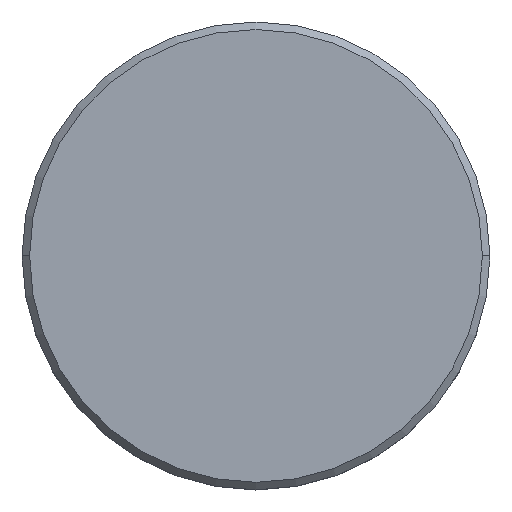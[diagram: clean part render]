
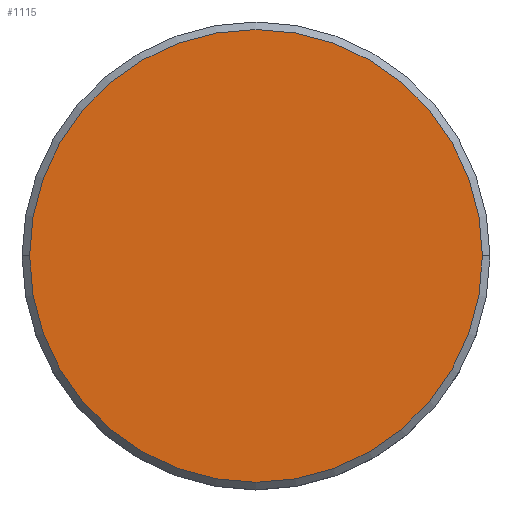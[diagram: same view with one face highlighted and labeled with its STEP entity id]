
A CAD part, top view. The second image highlights one B-rep face of the part: STEP entity #1115.
In plain terms, the highlighted planar face has unit normal (0, 0, 1).
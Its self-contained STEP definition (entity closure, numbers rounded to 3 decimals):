
#3 = DIRECTION ( 'NONE',  ( 1., 0., 0. ) ) ;
#91 = CARTESIAN_POINT ( 'NONE',  ( 15., 0., 0. ) ) ;
#156 = CIRCLE ( 'NONE', #746, 15. ) ;
#179 = CARTESIAN_POINT ( 'NONE',  ( 0., 0., 0. ) ) ;
#270 = DIRECTION ( 'NONE',  ( 1., 0., 0. ) ) ;
#308 = CARTESIAN_POINT ( 'NONE',  ( -15., 0., 0. ) ) ;
#385 = DIRECTION ( 'NONE',  ( 0., 0., 1. ) ) ;
#409 = VERTEX_POINT ( 'NONE', #308 ) ;
#453 = PLANE ( 'NONE',  #841 ) ;
#623 = ORIENTED_EDGE ( 'NONE', *, *, #1102, .T. ) ;
#637 = CARTESIAN_POINT ( 'NONE',  ( 0., 0., 0. ) ) ;
#723 = ORIENTED_EDGE ( 'NONE', *, *, #1108, .T. ) ;
#732 = DIRECTION ( 'NONE',  ( 0., 0., 1. ) ) ;
#741 = CARTESIAN_POINT ( 'NONE',  ( 0., 0., 0. ) ) ;
#746 = AXIS2_PLACEMENT_3D ( 'NONE', #179, #385, #270 ) ;
#753 = DIRECTION ( 'NONE',  ( 0., 0., 1. ) ) ;
#818 = FACE_OUTER_BOUND ( 'NONE', #895, .T. ) ;
#841 = AXIS2_PLACEMENT_3D ( 'NONE', #741, #732, #3 ) ;
#895 = EDGE_LOOP ( 'NONE', ( #723, #623 ) ) ;
#936 = AXIS2_PLACEMENT_3D ( 'NONE', #637, #753, #1111 ) ;
#1065 = CIRCLE ( 'NONE', #936, 15. ) ;
#1091 = VERTEX_POINT ( 'NONE', #91 ) ;
#1102 = EDGE_CURVE ( 'NONE', #1091, #409, #156, .T. ) ;
#1108 = EDGE_CURVE ( 'NONE', #409, #1091, #1065, .T. ) ;
#1111 = DIRECTION ( 'NONE',  ( 1., 0., 0. ) ) ;
#1115 = ADVANCED_FACE ( 'NONE', ( #818 ), #453, .T. ) ;
